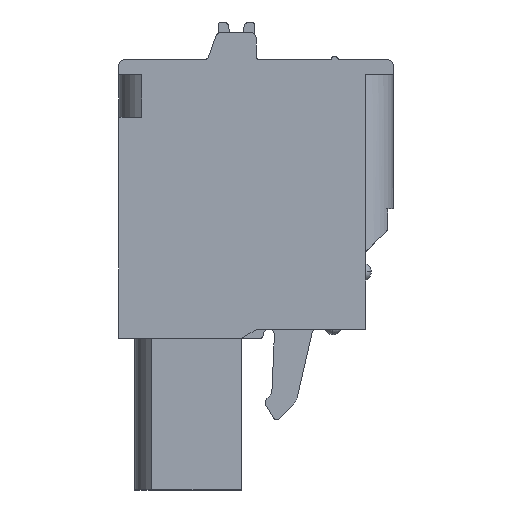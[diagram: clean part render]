
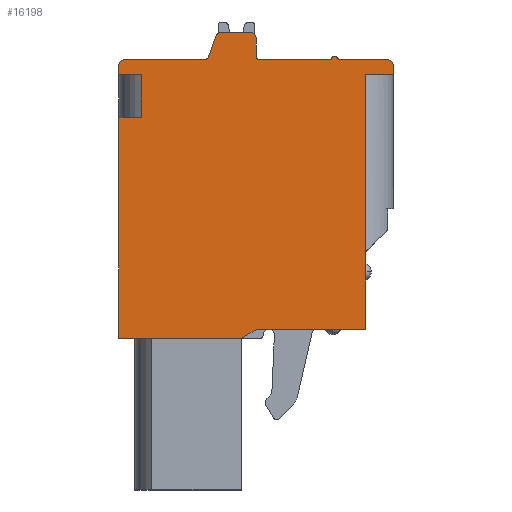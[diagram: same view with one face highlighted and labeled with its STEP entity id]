
A CAD part, left-side view. The second image highlights one B-rep face of the part: STEP entity #16198.
In plain terms, the highlighted face is planar.
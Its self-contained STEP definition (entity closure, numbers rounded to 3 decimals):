
#1344=CIRCLE('',#16518,0.3);
#1381=CIRCLE('',#16600,0.2);
#1599=CIRCLE('',#17178,0.3);
#1664=CIRCLE('',#17347,0.3);
#1774=CIRCLE('',#17652,0.2);
#1775=CIRCLE('',#17653,0.3);
#1776=CIRCLE('',#17654,0.3);
#1979=VERTEX_POINT('',#21833);
#1980=VERTEX_POINT('',#21835);
#2078=VERTEX_POINT('',#22100);
#2079=VERTEX_POINT('',#22102);
#2731=VERTEX_POINT('',#23988);
#2732=VERTEX_POINT('',#23990);
#2808=VERTEX_POINT('',#24199);
#2881=VERTEX_POINT('',#24415);
#2908=VERTEX_POINT('',#24501);
#2928=VERTEX_POINT('',#24548);
#2929=VERTEX_POINT('',#24550);
#3117=VERTEX_POINT('',#25085);
#3118=VERTEX_POINT('',#25087);
#3180=VERTEX_POINT('',#25279);
#3188=VERTEX_POINT('',#25299);
#3189=VERTEX_POINT('',#25301);
#3260=VERTEX_POINT('',#25502);
#3266=VERTEX_POINT('',#25522);
#3267=VERTEX_POINT('',#25526);
#3268=VERTEX_POINT('',#25528);
#3269=VERTEX_POINT('',#25530);
#3270=VERTEX_POINT('',#25532);
#3271=VERTEX_POINT('',#25535);
#3272=VERTEX_POINT('',#25539);
#3273=VERTEX_POINT('',#25541);
#4275=VECTOR('',#20046,1.);
#4360=VECTOR('',#20224,1.);
#4390=VECTOR('',#20299,1.);
#4506=VECTOR('',#20601,1.);
#4586=VECTOR('',#20785,1.);
#4646=VECTOR('',#20962,1.);
#4652=VECTOR('',#20981,1.);
#4735=VECTOR('',#21146,1.);
#4737=VECTOR('',#21151,1.);
#4739=VECTOR('',#21154,1.);
#4740=VECTOR('',#21157,1.);
#4741=VECTOR('',#21160,1.);
#4742=VECTOR('',#21161,1.);
#4743=VECTOR('',#21164,1.);
#4744=VECTOR('',#21165,1.);
#4745=VECTOR('',#21166,1.);
#4746=VECTOR('',#21167,1.);
#5772=LINE('',#24198,#4275);
#5857=LINE('',#24416,#4360);
#5887=LINE('',#24500,#4390);
#6003=LINE('',#24863,#4506);
#6083=LINE('',#25086,#4586);
#6143=LINE('',#25278,#4646);
#6149=LINE('',#25300,#4652);
#6232=LINE('',#25512,#4735);
#6234=LINE('',#25521,#4737);
#6236=LINE('',#25525,#4739);
#6237=LINE('',#25529,#4740);
#6238=LINE('',#25533,#4741);
#6239=LINE('',#25534,#4742);
#6240=LINE('',#25537,#4743);
#6241=LINE('',#25538,#4744);
#6242=LINE('',#25540,#4745);
#6243=LINE('',#25542,#4746);
#6521=EDGE_CURVE('',#1979,#1980,#1344,.T.);
#6661=EDGE_CURVE('',#2078,#2079,#1381,.T.);
#7639=EDGE_CURVE('',#2731,#2732,#1599,.T.);
#7753=EDGE_CURVE('',#2808,#2731,#5772,.T.);
#7866=EDGE_CURVE('',#2732,#2881,#5857,.T.);
#7912=EDGE_CURVE('',#2908,#1980,#5887,.T.);
#7937=EDGE_CURVE('',#2928,#2929,#1664,.T.);
#8111=EDGE_CURVE('',#1979,#2079,#6003,.T.);
#8228=EDGE_CURVE('',#3118,#3117,#6083,.T.);
#8329=EDGE_CURVE('',#2908,#3180,#6143,.T.);
#8339=EDGE_CURVE('',#3189,#3188,#6149,.T.);
#8490=EDGE_CURVE('',#3260,#3180,#6232,.T.);
#8496=EDGE_CURVE('',#3189,#3266,#6234,.T.);
#8498=EDGE_CURVE('',#3267,#3260,#6236,.T.);
#8499=EDGE_CURVE('',#3118,#2078,#1381,.T.);
#8500=EDGE_CURVE('',#3117,#3268,#1774,.T.);
#8501=EDGE_CURVE('',#3269,#3268,#6237,.T.);
#8502=EDGE_CURVE('',#3270,#3269,#1775,.T.);
#8503=EDGE_CURVE('',#3270,#2929,#6238,.T.);
#8504=EDGE_CURVE('',#2928,#3271,#6239,.T.);
#8505=EDGE_CURVE('',#3271,#2808,#1776,.T.);
#8506=EDGE_CURVE('',#2881,#3266,#6240,.T.);
#8507=EDGE_CURVE('',#3188,#3272,#6241,.T.);
#8508=EDGE_CURVE('',#3273,#3272,#6242,.T.);
#8509=EDGE_CURVE('',#3267,#3273,#6243,.T.);
#12430=ORIENTED_EDGE('',*,*,#8498,.T.);
#12431=ORIENTED_EDGE('',*,*,#8490,.T.);
#12432=ORIENTED_EDGE('',*,*,#8329,.F.);
#12433=ORIENTED_EDGE('',*,*,#7912,.T.);
#12434=ORIENTED_EDGE('',*,*,#6521,.F.);
#12435=ORIENTED_EDGE('',*,*,#8111,.T.);
#12436=ORIENTED_EDGE('',*,*,#6661,.F.);
#12437=ORIENTED_EDGE('',*,*,#8499,.F.);
#12438=ORIENTED_EDGE('',*,*,#8228,.T.);
#12439=ORIENTED_EDGE('',*,*,#8500,.T.);
#12440=ORIENTED_EDGE('',*,*,#8501,.F.);
#12441=ORIENTED_EDGE('',*,*,#8502,.F.);
#12442=ORIENTED_EDGE('',*,*,#8503,.T.);
#12443=ORIENTED_EDGE('',*,*,#7937,.F.);
#12444=ORIENTED_EDGE('',*,*,#8504,.T.);
#12445=ORIENTED_EDGE('',*,*,#8505,.T.);
#12446=ORIENTED_EDGE('',*,*,#7753,.T.);
#12447=ORIENTED_EDGE('',*,*,#7639,.T.);
#12448=ORIENTED_EDGE('',*,*,#7866,.T.);
#12449=ORIENTED_EDGE('',*,*,#8506,.T.);
#12450=ORIENTED_EDGE('',*,*,#8496,.F.);
#12451=ORIENTED_EDGE('',*,*,#8339,.T.);
#12452=ORIENTED_EDGE('',*,*,#8507,.T.);
#12453=ORIENTED_EDGE('',*,*,#8508,.F.);
#12454=ORIENTED_EDGE('',*,*,#8509,.F.);
#14271=EDGE_LOOP('',(#12430,#12431,#12432,#12433,#12434,#12435,#12436,#12437,
#12438,#12439,#12440,#12441,#12442,#12443,#12444,#12445,#12446,#12447,#12448,
#12449,#12450,#12451,#12452,#12453,#12454));
#15272=FACE_BOUND('',#14271,.T.);
#16198=ADVANCED_FACE('',(#15272),#26328,.F.);
#16518=AXIS2_PLACEMENT_3D('',#21834,#18050,#18051);
#16600=AXIS2_PLACEMENT_3D('',#22101,#18271,#18272);
#17178=AXIS2_PLACEMENT_3D('',#23991,#19869,#19870);
#17347=AXIS2_PLACEMENT_3D('',#24549,#20333,#20334);
#17651=AXIS2_PLACEMENT_3D('',#25524,#21153,$);
#17652=AXIS2_PLACEMENT_3D('',#25527,#21155,#21156);
#17653=AXIS2_PLACEMENT_3D('',#25531,#21158,#21159);
#17654=AXIS2_PLACEMENT_3D('',#25536,#21162,#21163);
#18050=DIRECTION('',(0.,0.,1.));
#18051=DIRECTION('',(0.3,0.,0.));
#18271=DIRECTION('',(0.,0.,1.));
#18272=DIRECTION('',(0.2,0.,0.));
#19869=DIRECTION('',(0.,0.,-1.));
#19870=DIRECTION('',(-0.3,0.,0.));
#20046=DIRECTION('',(0.,-1.,0.));
#20224=DIRECTION('',(-1.,0.,0.));
#20299=DIRECTION('',(1.,0.,0.));
#20333=DIRECTION('',(0.,0.,1.));
#20334=DIRECTION('',(0.3,0.,0.));
#20601=DIRECTION('',(0.,-1.,0.));
#20785=DIRECTION('',(0.,-1.,0.));
#20962=DIRECTION('',(0.,-1.,0.));
#20981=DIRECTION('',(0.,-1.,0.));
#21146=DIRECTION('',(1.,0.,0.));
#21151=DIRECTION('',(1.,0.,0.));
#21153=DIRECTION('',(0.,0.,1.));
#21154=DIRECTION('',(0.,1.,0.));
#21155=DIRECTION('',(0.,0.,1.));
#21156=DIRECTION('',(0.2,0.,0.));
#21157=DIRECTION('',(-1.,0.,0.));
#21158=DIRECTION('',(0.,0.,1.));
#21159=DIRECTION('',(0.3,0.,0.));
#21160=DIRECTION('',(0.,-1.,0.));
#21161=DIRECTION('',(-0.942,-0.337,0.));
#21162=DIRECTION('',(0.,0.,1.));
#21163=DIRECTION('',(0.3,0.,0.));
#21164=DIRECTION('',(0.,1.,0.));
#21165=DIRECTION('',(-1.,0.,0.));
#21166=DIRECTION('',(0.,-1.,0.));
#21167=DIRECTION('',(-0.5,-0.866,0.));
#21833=CARTESIAN_POINT('',(32.321,24.614,-46.24));
#21834=CARTESIAN_POINT('',(32.021,24.614,-46.24));
#21835=CARTESIAN_POINT('',(32.021,24.914,-46.24));
#22100=CARTESIAN_POINT('',(32.521,21.714,-46.24));
#22101=CARTESIAN_POINT('',(32.321,21.714,-46.24));
#22102=CARTESIAN_POINT('',(32.321,21.914,-46.24));
#23988=CARTESIAN_POINT('',(32.321,10.214,-46.24));
#23990=CARTESIAN_POINT('',(32.021,9.914,-46.24));
#23991=CARTESIAN_POINT('',(32.021,10.214,-46.24));
#24198=CARTESIAN_POINT('',(32.321,13.584,-46.24));
#24199=CARTESIAN_POINT('',(32.321,14.548,-46.24));
#24415=CARTESIAN_POINT('',(31.521,9.914,-46.24));
#24416=CARTESIAN_POINT('',(19.283,9.914,-46.24));
#24500=CARTESIAN_POINT('',(19.283,24.914,-46.24));
#24501=CARTESIAN_POINT('',(31.521,24.914,-46.24));
#24548=CARTESIAN_POINT('',(33.647,15.232,-46.24));
#24549=CARTESIAN_POINT('',(33.521,15.504,-46.24));
#24550=CARTESIAN_POINT('',(33.821,15.504,-46.24));
#24863=CARTESIAN_POINT('',(32.321,13.584,-46.24));
#25085=CARTESIAN_POINT('',(32.321,17.614,-46.24));
#25086=CARTESIAN_POINT('',(32.321,13.584,-46.24));
#25087=CARTESIAN_POINT('',(32.321,21.514,-46.24));
#25278=CARTESIAN_POINT('',(31.521,13.584,-46.24));
#25279=CARTESIAN_POINT('',(31.521,23.414,-46.24));
#25299=CARTESIAN_POINT('',(29.171,9.914,-46.24));
#25300=CARTESIAN_POINT('',(29.171,13.584,-46.24));
#25301=CARTESIAN_POINT('',(29.171,11.164,-46.24));
#25502=CARTESIAN_POINT('',(17.591,23.414,-46.24));
#25512=CARTESIAN_POINT('',(19.283,23.414,-46.24));
#25521=CARTESIAN_POINT('',(19.283,11.164,-46.24));
#25522=CARTESIAN_POINT('',(31.521,11.164,-46.24));
#25524=CARTESIAN_POINT('',(32.074,19.561,-46.24));
#25525=CARTESIAN_POINT('',(17.591,13.584,-46.24));
#25526=CARTESIAN_POINT('',(17.591,17.485,-46.24));
#25527=CARTESIAN_POINT('',(32.521,17.614,-46.24));
#25528=CARTESIAN_POINT('',(32.521,17.414,-46.24));
#25529=CARTESIAN_POINT('',(19.283,17.414,-46.24));
#25530=CARTESIAN_POINT('',(33.521,17.414,-46.24));
#25531=CARTESIAN_POINT('',(33.521,17.114,-46.24));
#25532=CARTESIAN_POINT('',(33.821,17.114,-46.24));
#25533=CARTESIAN_POINT('',(33.821,13.584,-46.24));
#25534=CARTESIAN_POINT('',(19.283,10.091,-46.24));
#25535=CARTESIAN_POINT('',(32.494,14.82,-46.24));
#25536=CARTESIAN_POINT('',(32.621,14.548,-46.24));
#25537=CARTESIAN_POINT('',(31.521,13.584,-46.24));
#25538=CARTESIAN_POINT('',(19.283,9.914,-46.24));
#25539=CARTESIAN_POINT('',(17.091,9.914,-46.24));
#25540=CARTESIAN_POINT('',(17.091,13.584,-46.24));
#25541=CARTESIAN_POINT('',(17.091,16.619,-46.24));
#25542=CARTESIAN_POINT('',(15.339,13.584,-46.24));
#26328=PLANE('',#17651);
